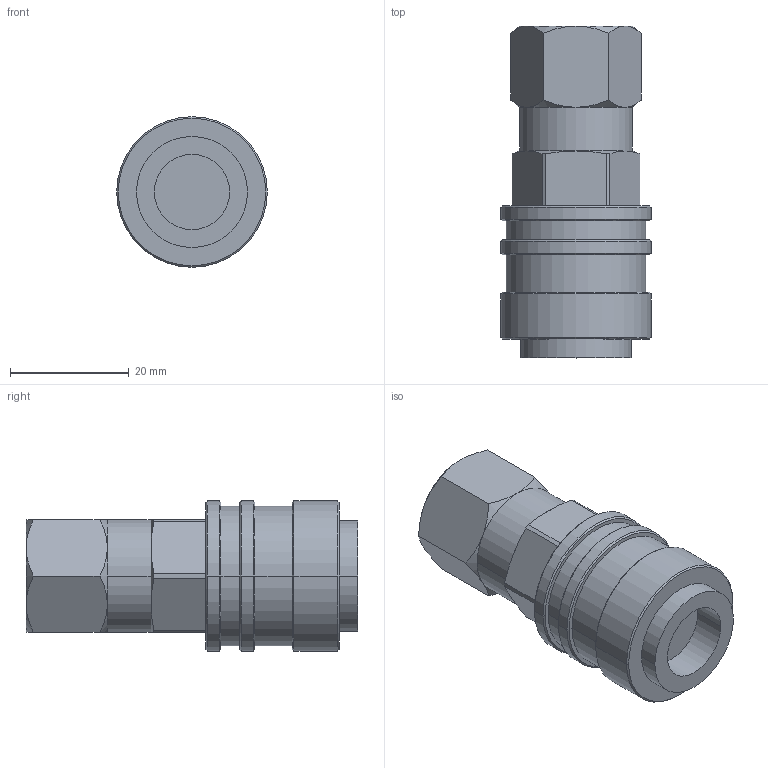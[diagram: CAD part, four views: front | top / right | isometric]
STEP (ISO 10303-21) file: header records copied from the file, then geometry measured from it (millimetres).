
FILE_DESCRIPTION((''),'2;1');
FILE_NAME('ILC30782744','2005-08-25T',('KR'),(''),'PRO/ENGINEER BY PARAMETRIC TECHNOLOGY CORPORATION, 2004290','PRO/ENGINEER BY PARAMETRIC TECHNOLOGY CORPORATION, 2004290','');
FILE_SCHEMA(('AUTOMOTIVE_DESIGN_CC2 { 1 2 10303 214 -1 1 5 2 }'));
Length unit declared in the file: inch
Products named in the file (1): ILC30782744
Bounding box: 25.4 x 55.98 x 25.4 mm (x, y, z)
Volume: 18447.4 mm3; surface area: 6598.9 mm2
Topology: 1 solids, 1 shells, 90 faces, 196 edges, 116 vertices
Faces by surface type: cone 32, cylinder 30, plane 28
Entity records: 3303 total; most frequent: CARTESIAN_POINT 618, DIRECTION 432, ORIENTED_EDGE 392, PRESENTATION_STYLE_ASSIGNMENT 197, STYLED_ITEM 197, CURVE_STYLE 196, EDGE_CURVE 196, AXIS2_PLACEMENT_3D 182
